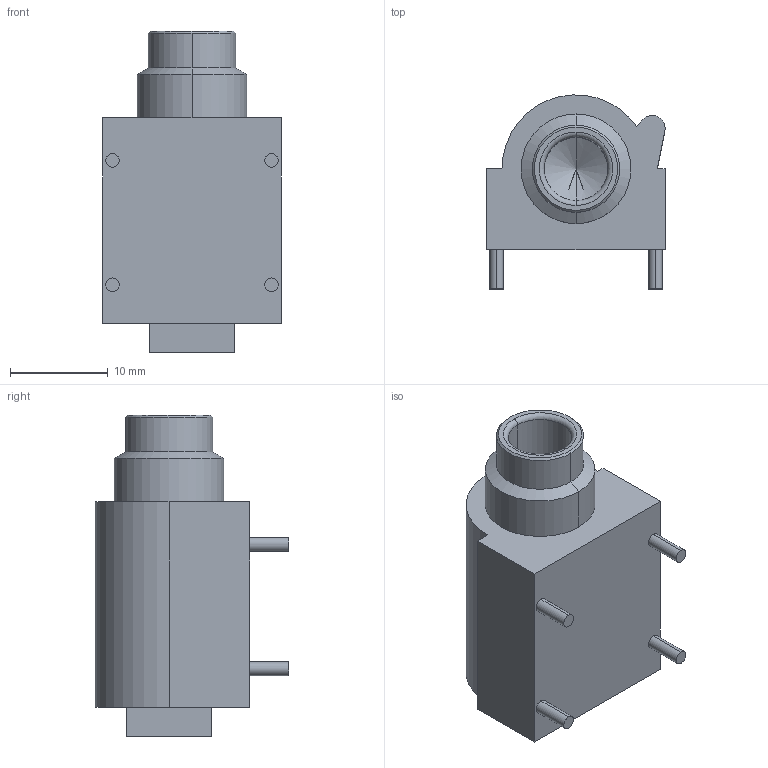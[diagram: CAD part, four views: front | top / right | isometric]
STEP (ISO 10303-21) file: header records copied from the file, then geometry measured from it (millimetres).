
FILE_DESCRIPTION((''),'2;1');
FILE_NAME('D-NMJ4HHD2','2015-07-31T',('odo'),(''),'PRO/ENGINEER BY PARAMETRIC TECHNOLOGY CORPORATION, 2011310','PRO/ENGINEER BY PARAMETRIC TECHNOLOGY CORPORATION, 2011310','');
FILE_SCHEMA(('AUTOMOTIVE_DESIGN_CC2 { 1 2 10303 214 -1 1 5 2 }'));
Length unit declared in the file: millimetre
Products named in the file (1): D-NMJ4HHD2
Bounding box: 18.2 x 19.79 x 32.85 mm (x, y, z)
Volume: 5181 mm3; surface area: 2906.3 mm2
Topology: 1 solids, 1 shells, 43 faces, 103 edges, 67 vertices
Faces by surface type: plane 19, cylinder 16, cone 6, torus 2
Entity records: 1472 total; most frequent: DIRECTION 229, CARTESIAN_POINT 211, COLOUR_RGB 209, ORIENTED_EDGE 202, EDGE_CURVE 101, AXIS2_PLACEMENT_3D 85, VERTEX_POINT 67, VECTOR 59
